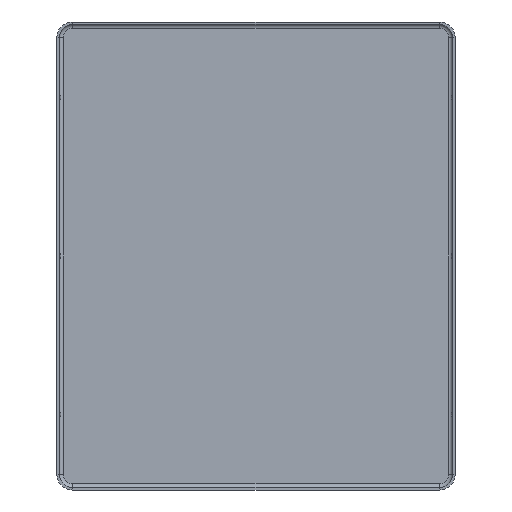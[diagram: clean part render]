
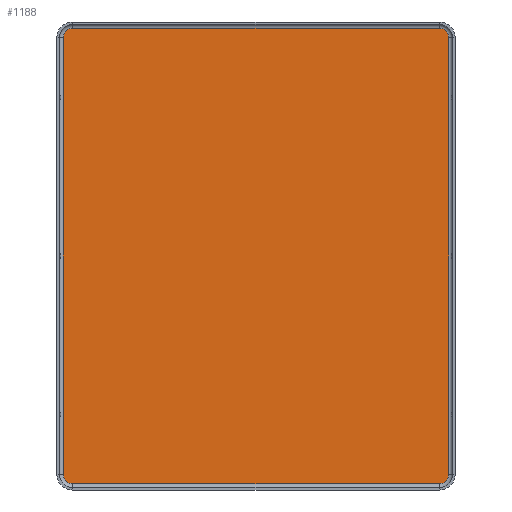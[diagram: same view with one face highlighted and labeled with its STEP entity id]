
A CAD part, front view. The second image highlights one B-rep face of the part: STEP entity #1188.
In plain terms, the highlighted planar face has unit normal (0, -1, 0).
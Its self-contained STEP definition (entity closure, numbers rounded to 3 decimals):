
#169 = AXIS2_PLACEMENT_3D ( 'NONE', #1143, #1004, #1698 ) ;
#179 = PLANE ( 'NONE',  #374 ) ;
#194 = CARTESIAN_POINT ( 'NONE',  ( 24.35, 0., 27.55 ) ) ;
#242 = EDGE_CURVE ( 'NONE', #1297, #1572, #1723, .T. ) ;
#253 = CARTESIAN_POINT ( 'NONE',  ( 23.15, 0., -28.75 ) ) ;
#292 = CARTESIAN_POINT ( 'NONE',  ( -24.35, 0., 0. ) ) ;
#321 = CARTESIAN_POINT ( 'NONE',  ( -23.15, 0., 27.55 ) ) ;
#330 = DIRECTION ( 'NONE',  ( 0., 0., -1. ) ) ;
#347 = DIRECTION ( 'NONE',  ( 0., 0., -1. ) ) ;
#372 = VERTEX_POINT ( 'NONE', #888 ) ;
#374 = AXIS2_PLACEMENT_3D ( 'NONE', #448, #611, #330 ) ;
#439 = AXIS2_PLACEMENT_3D ( 'NONE', #754, #1747, #1055 ) ;
#444 = CARTESIAN_POINT ( 'NONE',  ( -24.35, 0., 27.55 ) ) ;
#448 = CARTESIAN_POINT ( 'NONE',  ( 23.15, 0., -27.55 ) ) ;
#459 = CARTESIAN_POINT ( 'NONE',  ( -24.35, 0., -27.55 ) ) ;
#506 = VERTEX_POINT ( 'NONE', #459 ) ;
#529 = DIRECTION ( 'NONE',  ( -1., 0., 0. ) ) ;
#578 = CIRCLE ( 'NONE', #1788, 1.2 ) ;
#611 = DIRECTION ( 'NONE',  ( 0., -1., 0. ) ) ;
#647 = EDGE_LOOP ( 'NONE', ( #755, #1121, #1376, #812, #1153, #1524, #1363, #834 ) ) ;
#654 = FACE_OUTER_BOUND ( 'NONE', #647, .T. ) ;
#660 = DIRECTION ( 'NONE',  ( 0., 0., -1. ) ) ;
#662 = EDGE_CURVE ( 'NONE', #1572, #1124, #1633, .T. ) ;
#717 = EDGE_CURVE ( 'NONE', #506, #372, #578, .T. ) ;
#733 = DIRECTION ( 'NONE',  ( 0., 0., -1. ) ) ;
#738 = EDGE_CURVE ( 'NONE', #1124, #372, #930, .T. ) ;
#754 = CARTESIAN_POINT ( 'NONE',  ( 23.15, 0., -27.55 ) ) ;
#755 = ORIENTED_EDGE ( 'NONE', *, *, #738, .F. ) ;
#791 = CARTESIAN_POINT ( 'NONE',  ( -23.15, 0., 28.75 ) ) ;
#812 = ORIENTED_EDGE ( 'NONE', *, *, #1536, .T. ) ;
#823 = CARTESIAN_POINT ( 'NONE',  ( 23.15, 0., 28.75 ) ) ;
#834 = ORIENTED_EDGE ( 'NONE', *, *, #717, .T. ) ;
#853 = AXIS2_PLACEMENT_3D ( 'NONE', #321, #939, #347 ) ;
#858 = EDGE_CURVE ( 'NONE', #995, #912, #1584, .T. ) ;
#888 = CARTESIAN_POINT ( 'NONE',  ( -23.15, 0., -28.75 ) ) ;
#912 = VERTEX_POINT ( 'NONE', #791 ) ;
#930 = LINE ( 'NONE', #253, #1611 ) ;
#939 = DIRECTION ( 'NONE',  ( 0., 1., 0. ) ) ;
#951 = DIRECTION ( 'NONE',  ( 0., 0., 1. ) ) ;
#995 = VERTEX_POINT ( 'NONE', #823 ) ;
#1004 = DIRECTION ( 'NONE',  ( 0., -1., 0. ) ) ;
#1055 = DIRECTION ( 'NONE',  ( 0., 0., 1. ) ) ;
#1087 = VECTOR ( 'NONE', #733, 1000. ) ;
#1121 = ORIENTED_EDGE ( 'NONE', *, *, #662, .F. ) ;
#1124 = VERTEX_POINT ( 'NONE', #1581 ) ;
#1143 = CARTESIAN_POINT ( 'NONE',  ( 23.15, 0., 27.55 ) ) ;
#1146 = CIRCLE ( 'NONE', #169, 1.2 ) ;
#1153 = ORIENTED_EDGE ( 'NONE', *, *, #858, .T. ) ;
#1164 = VECTOR ( 'NONE', #529, 1000. ) ;
#1188 = ADVANCED_FACE ( 'NONE', ( #654 ), #179, .T. ) ;
#1240 = CARTESIAN_POINT ( 'NONE',  ( 24.35, 0., 0. ) ) ;
#1250 = DIRECTION ( 'NONE',  ( 0., -1., 0. ) ) ;
#1297 = VERTEX_POINT ( 'NONE', #194 ) ;
#1361 = VECTOR ( 'NONE', #660, 1000. ) ;
#1363 = ORIENTED_EDGE ( 'NONE', *, *, #1625, .T. ) ;
#1376 = ORIENTED_EDGE ( 'NONE', *, *, #242, .F. ) ;
#1424 = CARTESIAN_POINT ( 'NONE',  ( 24.35, 0., -27.55 ) ) ;
#1425 = EDGE_CURVE ( 'NONE', #1627, #912, #1563, .T. ) ;
#1516 = DIRECTION ( 'NONE',  ( -1., 0., 0. ) ) ;
#1524 = ORIENTED_EDGE ( 'NONE', *, *, #1425, .F. ) ;
#1536 = EDGE_CURVE ( 'NONE', #1297, #995, #1146, .T. ) ;
#1563 = CIRCLE ( 'NONE', #853, 1.2 ) ;
#1572 = VERTEX_POINT ( 'NONE', #1424 ) ;
#1581 = CARTESIAN_POINT ( 'NONE',  ( 23.15, 0., -28.75 ) ) ;
#1584 = LINE ( 'NONE', #1790, #1164 ) ;
#1611 = VECTOR ( 'NONE', #1516, 1000. ) ;
#1625 = EDGE_CURVE ( 'NONE', #1627, #506, #1649, .T. ) ;
#1627 = VERTEX_POINT ( 'NONE', #444 ) ;
#1633 = CIRCLE ( 'NONE', #439, 1.2 ) ;
#1649 = LINE ( 'NONE', #292, #1087 ) ;
#1652 = CARTESIAN_POINT ( 'NONE',  ( -23.15, 0., -27.55 ) ) ;
#1698 = DIRECTION ( 'NONE',  ( 0., 0., -1. ) ) ;
#1723 = LINE ( 'NONE', #1240, #1361 ) ;
#1747 = DIRECTION ( 'NONE',  ( 0., 1., 0. ) ) ;
#1788 = AXIS2_PLACEMENT_3D ( 'NONE', #1652, #1250, #951 ) ;
#1790 = CARTESIAN_POINT ( 'NONE',  ( 23.15, 0., 28.75 ) ) ;
